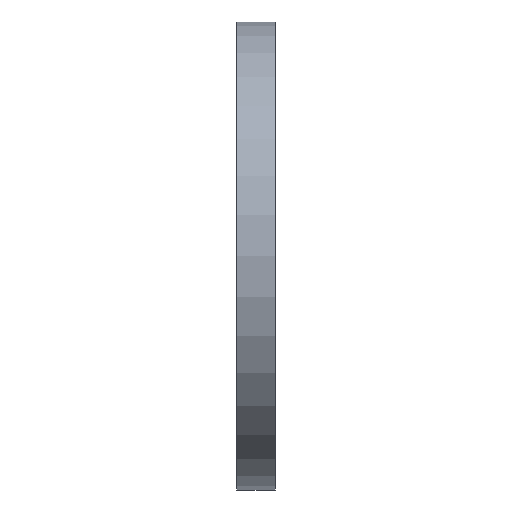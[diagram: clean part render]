
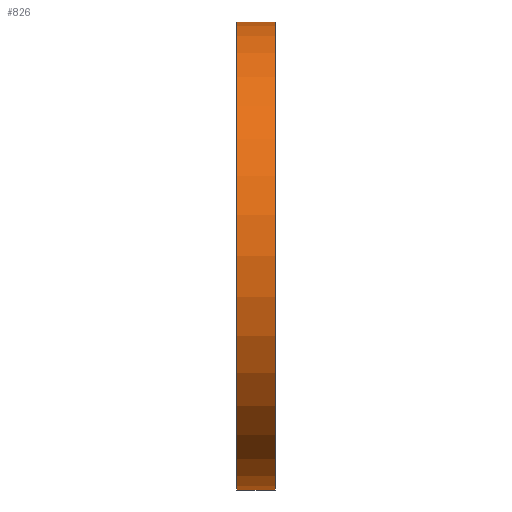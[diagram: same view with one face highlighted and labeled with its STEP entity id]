
A CAD part, front view. The second image highlights one B-rep face of the part: STEP entity #826.
In plain terms, the highlighted cylindrical face has radius 4.924 mm (diameter 9.848 mm), a partial arc.
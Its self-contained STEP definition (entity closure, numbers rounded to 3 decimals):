
#237 = CARTESIAN_POINT ( 'NONE',  ( -0.4, -0.276, -4.924 ) ) ;
#238 = DIRECTION ( 'NONE',  ( -1., 0., 0. ) ) ;
#239 = VECTOR ( 'NONE', #238, 1000. ) ;
#240 = CARTESIAN_POINT ( 'NONE',  ( 0.4, -0.276, -4.924 ) ) ;
#241 = LINE ( 'NONE', #240, #239 ) ;
#273 = CIRCLE ( 'NONE', #335, 4.924 ) ;
#332 = DIRECTION ( 'NONE',  ( 0., 0., -1. ) ) ;
#333 = DIRECTION ( 'NONE',  ( 1., 0., 0. ) ) ;
#334 = CARTESIAN_POINT ( 'NONE',  ( -0.4, -0.276, 0. ) ) ;
#335 = AXIS2_PLACEMENT_3D ( 'NONE', #334, #333, #332 ) ;
#370 = DIRECTION ( 'NONE',  ( 0., 0., 1. ) ) ;
#371 = DIRECTION ( 'NONE',  ( -1., 0., 0. ) ) ;
#372 = AXIS2_PLACEMENT_3D ( 'NONE', #375, #371, #370 ) ;
#373 = CYLINDRICAL_SURFACE ( 'NONE', #372, 4.924 ) ;
#375 = CARTESIAN_POINT ( 'NONE',  ( 0.4, -0.276, 0. ) ) ;
#376 = FACE_OUTER_BOUND ( 'NONE', #690, .T. ) ;
#377 = CARTESIAN_POINT ( 'NONE',  ( -0.4, -0.276, 4.924 ) ) ;
#378 = CARTESIAN_POINT ( 'NONE',  ( 0.4, -0.276, 4.924 ) ) ;
#379 = DIRECTION ( 'NONE',  ( 0., 0., -1. ) ) ;
#380 = DIRECTION ( 'NONE',  ( 1., 0., 0. ) ) ;
#381 = CARTESIAN_POINT ( 'NONE',  ( 0.4, -0.276, 0. ) ) ;
#382 = AXIS2_PLACEMENT_3D ( 'NONE', #381, #380, #379 ) ;
#383 = CIRCLE ( 'NONE', #382, 4.924 ) ;
#395 = CARTESIAN_POINT ( 'NONE',  ( 0.4, -0.276, -4.924 ) ) ;
#396 = DIRECTION ( 'NONE',  ( -1., 0., 0. ) ) ;
#397 = VECTOR ( 'NONE', #396, 1000. ) ;
#398 = CARTESIAN_POINT ( 'NONE',  ( 0.4, -0.276, 4.924 ) ) ;
#399 = LINE ( 'NONE', #398, #397 ) ;
#690 = EDGE_LOOP ( 'NONE', ( #821, #822, #749, #813 ) ) ;
#692 = EDGE_CURVE ( 'NONE', #815, #693, #241, .T. ) ;
#693 = VERTEX_POINT ( 'NONE', #237 ) ;
#736 = EDGE_CURVE ( 'NONE', #825, #693, #273, .T. ) ;
#749 = ORIENTED_EDGE ( 'NONE', *, *, #812, .T. ) ;
#812 = EDGE_CURVE ( 'NONE', #824, #825, #399, .T. ) ;
#813 = ORIENTED_EDGE ( 'NONE', *, *, #736, .T. ) ;
#815 = VERTEX_POINT ( 'NONE', #395 ) ;
#821 = ORIENTED_EDGE ( 'NONE', *, *, #692, .F. ) ;
#822 = ORIENTED_EDGE ( 'NONE', *, *, #823, .F. ) ;
#823 = EDGE_CURVE ( 'NONE', #824, #815, #383, .T. ) ;
#824 = VERTEX_POINT ( 'NONE', #378 ) ;
#825 = VERTEX_POINT ( 'NONE', #377 ) ;
#826 = ADVANCED_FACE ( 'NONE', ( #376 ), #373, .T. ) ;
